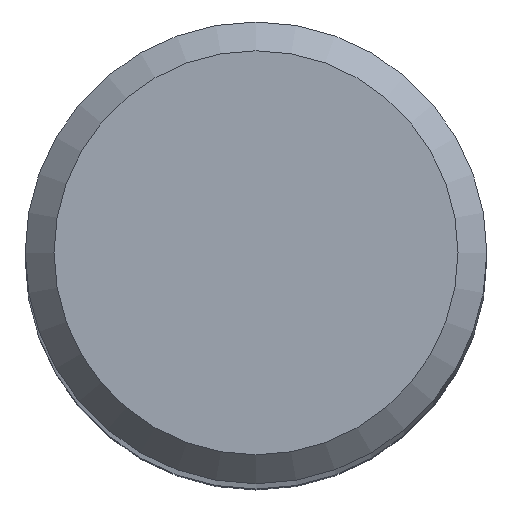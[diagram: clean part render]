
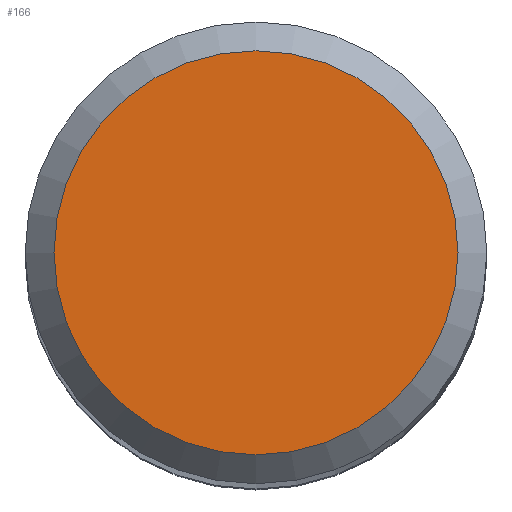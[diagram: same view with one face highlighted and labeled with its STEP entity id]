
A CAD part, top view. The second image highlights one B-rep face of the part: STEP entity #166.
In plain terms, the highlighted planar face has unit normal (0, 0, 1).
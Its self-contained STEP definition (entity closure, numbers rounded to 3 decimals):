
#7 = DIRECTION ( 'NONE',  ( 0., 0., -1. ) ) ;
#31 = CIRCLE ( 'NONE', #217, 3.5 ) ;
#45 = EDGE_LOOP ( 'NONE', ( #157 ) ) ;
#59 = PLANE ( 'NONE',  #80 ) ;
#71 = DIRECTION ( 'NONE',  ( 0., 1., 0. ) ) ;
#76 = DIRECTION ( 'NONE',  ( 0., 1., 0. ) ) ;
#80 = AXIS2_PLACEMENT_3D ( 'NONE', #139, #255, #76 ) ;
#139 = CARTESIAN_POINT ( 'NONE',  ( 0., 0., 63. ) ) ;
#150 = CARTESIAN_POINT ( 'NONE',  ( 0., 0., 63. ) ) ;
#157 = ORIENTED_EDGE ( 'NONE', *, *, #248, .F. ) ;
#166 = ADVANCED_FACE ( 'NONE', ( #259 ), #59, .F. ) ;
#201 = CARTESIAN_POINT ( 'NONE',  ( 0., 3.5, 63. ) ) ;
#203 = VERTEX_POINT ( 'NONE', #201 ) ;
#217 = AXIS2_PLACEMENT_3D ( 'NONE', #150, #7, #71 ) ;
#248 = EDGE_CURVE ( 'NONE', #203, #203, #31, .T. ) ;
#255 = DIRECTION ( 'NONE',  ( 0., 0., -1. ) ) ;
#259 = FACE_OUTER_BOUND ( 'NONE', #45, .T. ) ;
